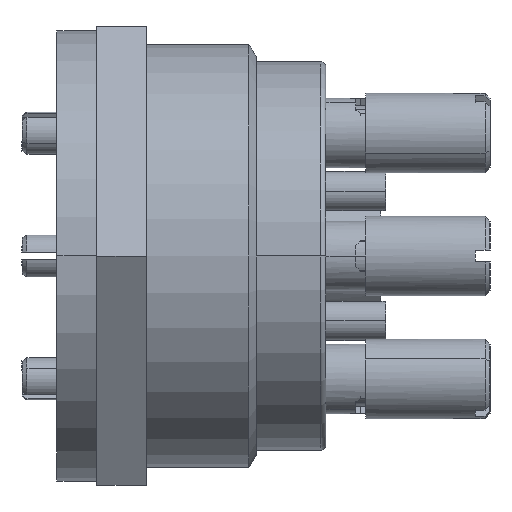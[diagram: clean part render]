
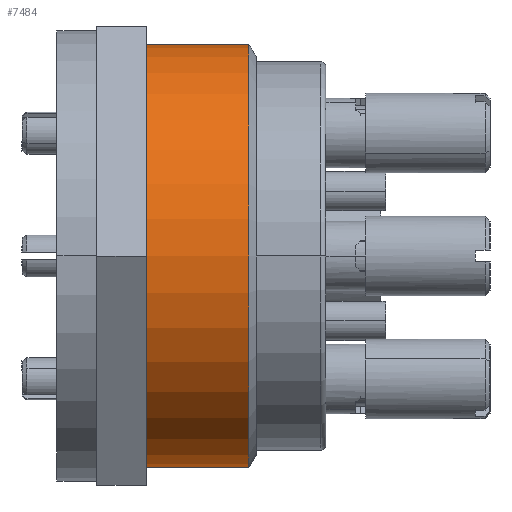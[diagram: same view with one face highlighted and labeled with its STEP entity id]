
A CAD part, left-side view. The second image highlights one B-rep face of the part: STEP entity #7484.
In plain terms, the highlighted cylindrical face has radius 21.25 mm (diameter 42.5 mm), a partial arc.
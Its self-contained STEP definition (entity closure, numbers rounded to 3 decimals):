
#122 = CARTESIAN_POINT ( 'NONE',  ( 0., -5., 0. ) ) ;
#4130 = CYLINDRICAL_SURFACE ( 'NONE', #6325, 21.25 ) ;
#4984 = VERTEX_POINT ( 'NONE', #13910 ) ;
#5058 = DIRECTION ( 'NONE',  ( 0., 1., 0. ) ) ;
#5583 = EDGE_CURVE ( 'NONE', #13340, #6074, #15832, .T. ) ;
#5872 = CARTESIAN_POINT ( 'NONE',  ( 0., -15.278, -21.25 ) ) ;
#6074 = VERTEX_POINT ( 'NONE', #12780 ) ;
#6325 = AXIS2_PLACEMENT_3D ( 'NONE', #122, #12418, #16810 ) ;
#6591 = VECTOR ( 'NONE', #14715, 1000. ) ;
#6739 = DIRECTION ( 'NONE',  ( 0., -1., 0. ) ) ;
#7484 = ADVANCED_FACE ( 'NONE', ( #11001 ), #4130, .T. ) ;
#8018 = DIRECTION ( 'NONE',  ( 0., -1., 0. ) ) ;
#8491 = EDGE_CURVE ( 'NONE', #13340, #4984, #8566, .T. ) ;
#8566 = LINE ( 'NONE', #10838, #18880 ) ;
#8718 = ORIENTED_EDGE ( 'NONE', *, *, #8491, .F. ) ;
#9429 = DIRECTION ( 'NONE',  ( 0., 0., 1. ) ) ;
#9804 = AXIS2_PLACEMENT_3D ( 'NONE', #14175, #5058, #9429 ) ;
#9875 = CARTESIAN_POINT ( 'NONE',  ( 0., -5., 0. ) ) ;
#10020 = ORIENTED_EDGE ( 'NONE', *, *, #5583, .T. ) ;
#10690 = ORIENTED_EDGE ( 'NONE', *, *, #17533, .T. ) ;
#10838 = CARTESIAN_POINT ( 'NONE',  ( 0., -5., 21.25 ) ) ;
#11001 = FACE_OUTER_BOUND ( 'NONE', #19136, .T. ) ;
#11885 = EDGE_CURVE ( 'NONE', #6074, #14877, #17613, .T. ) ;
#12148 = CIRCLE ( 'NONE', #9804, 21.25 ) ;
#12418 = DIRECTION ( 'NONE',  ( 0., -1., 0. ) ) ;
#12780 = CARTESIAN_POINT ( 'NONE',  ( 0., -5., -21.25 ) ) ;
#13340 = VERTEX_POINT ( 'NONE', #16958 ) ;
#13910 = CARTESIAN_POINT ( 'NONE',  ( 0., -15.278, 21.25 ) ) ;
#14175 = CARTESIAN_POINT ( 'NONE',  ( 0., -15.278, 0. ) ) ;
#14352 = DIRECTION ( 'NONE',  ( 0., 0., -1. ) ) ;
#14715 = DIRECTION ( 'NONE',  ( 0., -1., 0. ) ) ;
#14877 = VERTEX_POINT ( 'NONE', #5872 ) ;
#15832 = CIRCLE ( 'NONE', #18863, 21.25 ) ;
#16523 = ORIENTED_EDGE ( 'NONE', *, *, #11885, .T. ) ;
#16810 = DIRECTION ( 'NONE',  ( 0., 0., -1. ) ) ;
#16958 = CARTESIAN_POINT ( 'NONE',  ( 0., -5., 21.25 ) ) ;
#17533 = EDGE_CURVE ( 'NONE', #14877, #4984, #12148, .T. ) ;
#17613 = LINE ( 'NONE', #19394, #6591 ) ;
#18863 = AXIS2_PLACEMENT_3D ( 'NONE', #9875, #6739, #14352 ) ;
#18880 = VECTOR ( 'NONE', #8018, 1000. ) ;
#19136 = EDGE_LOOP ( 'NONE', ( #8718, #10020, #16523, #10690 ) ) ;
#19394 = CARTESIAN_POINT ( 'NONE',  ( 0., -5., -21.25 ) ) ;
